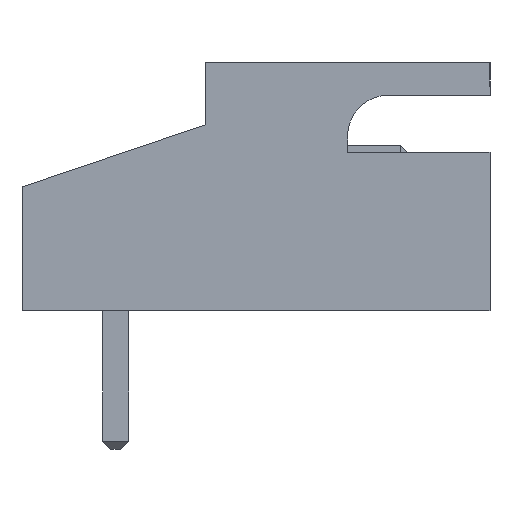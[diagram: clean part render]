
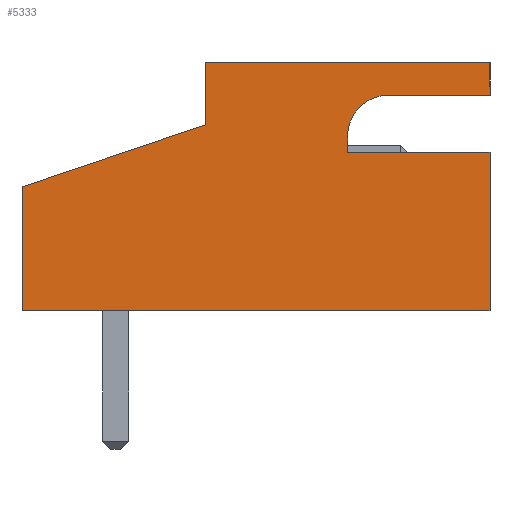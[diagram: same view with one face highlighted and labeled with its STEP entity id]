
A CAD part, left-side view. The second image highlights one B-rep face of the part: STEP entity #5333.
In plain terms, the highlighted face is planar.
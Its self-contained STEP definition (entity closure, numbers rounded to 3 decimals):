
#61 = CIRCLE ( 'NONE', #3161, 1. ) ;
#168 = EDGE_CURVE ( 'NONE', #3202, #5432, #5961, .T. ) ;
#210 = EDGE_CURVE ( 'NONE', #5432, #1112, #1143, .T. ) ;
#286 = CARTESIAN_POINT ( 'NONE',  ( 2.45, -9.2, 0. ) ) ;
#310 = VERTEX_POINT ( 'NONE', #6192 ) ;
#540 = CARTESIAN_POINT ( 'NONE',  ( 2.45, -9.2, -3.9 ) ) ;
#651 = PLANE ( 'NONE',  #2094 ) ;
#770 = DIRECTION ( 'NONE',  ( 0., 0., -1. ) ) ;
#771 = VECTOR ( 'NONE', #5405, 1000. ) ;
#945 = LINE ( 'NONE', #3478, #5142 ) ;
#961 = CARTESIAN_POINT ( 'NONE',  ( 2.45, 2.3, -3.05 ) ) ;
#967 = ORIENTED_EDGE ( 'NONE', *, *, #4607, .T. ) ;
#1078 = VECTOR ( 'NONE', #3276, 1000. ) ;
#1112 = VERTEX_POINT ( 'NONE', #5876 ) ;
#1117 = CARTESIAN_POINT ( 'NONE',  ( 2.45, 2.3, -3.05 ) ) ;
#1143 = LINE ( 'NONE', #4240, #4174 ) ;
#1486 = VERTEX_POINT ( 'NONE', #2561 ) ;
#1580 = CARTESIAN_POINT ( 'NONE',  ( 2.45, -2.2, 0. ) ) ;
#1696 = FACE_OUTER_BOUND ( 'NONE', #2301, .T. ) ;
#1786 = ORIENTED_EDGE ( 'NONE', *, *, #168, .F. ) ;
#1809 = VECTOR ( 'NONE', #4881, 1000. ) ;
#1963 = ORIENTED_EDGE ( 'NONE', *, *, #210, .F. ) ;
#1990 = EDGE_CURVE ( 'NONE', #5264, #4466, #5685, .T. ) ;
#1993 = VECTOR ( 'NONE', #2672, 1000. ) ;
#2052 = VERTEX_POINT ( 'NONE', #6284 ) ;
#2070 = CARTESIAN_POINT ( 'NONE',  ( 2.45, 2.3, 0. ) ) ;
#2085 = ORIENTED_EDGE ( 'NONE', *, *, #1990, .F. ) ;
#2094 = AXIS2_PLACEMENT_3D ( 'NONE', #4724, #3622, #5661 ) ;
#2181 = EDGE_CURVE ( 'NONE', #1486, #6276, #945, .T. ) ;
#2280 = VERTEX_POINT ( 'NONE', #6023 ) ;
#2301 = EDGE_LOOP ( 'NONE', ( #967, #5377, #5327, #2085, #2808, #1963, #1786, #5073, #6177, #5678, #5575 ) ) ;
#2308 = CARTESIAN_POINT ( 'NONE',  ( 2.45, -9.2, -6.1 ) ) ;
#2495 = DIRECTION ( 'NONE',  ( 0., -1., 0. ) ) ;
#2561 = CARTESIAN_POINT ( 'NONE',  ( 2.45, -2.2, -6.1 ) ) ;
#2672 = DIRECTION ( 'NONE',  ( 0., -1., 0. ) ) ;
#2808 = ORIENTED_EDGE ( 'NONE', *, *, #5247, .F. ) ;
#2848 = LINE ( 'NONE', #3388, #1809 ) ;
#3068 = VECTOR ( 'NONE', #6010, 1000. ) ;
#3085 = LINE ( 'NONE', #540, #1993 ) ;
#3161 = AXIS2_PLACEMENT_3D ( 'NONE', #3306, #5986, #770 ) ;
#3202 = VERTEX_POINT ( 'NONE', #4041 ) ;
#3276 = DIRECTION ( 'NONE',  ( 0., 0., 1. ) ) ;
#3306 = CARTESIAN_POINT ( 'NONE',  ( 2.45, -6.7, -4.3 ) ) ;
#3325 = CARTESIAN_POINT ( 'NONE',  ( 2.45, -9.2, 0. ) ) ;
#3388 = CARTESIAN_POINT ( 'NONE',  ( 2.45, -9.2, 0. ) ) ;
#3478 = CARTESIAN_POINT ( 'NONE',  ( 2.45, -9.2, -6.1 ) ) ;
#3510 = VERTEX_POINT ( 'NONE', #4335 ) ;
#3622 = DIRECTION ( 'NONE',  ( -1., 0., 0. ) ) ;
#3648 = DIRECTION ( 'NONE',  ( 0., 0., -1. ) ) ;
#3948 = LINE ( 'NONE', #4390, #1078 ) ;
#4041 = CARTESIAN_POINT ( 'NONE',  ( 2.45, -9.2, -3.9 ) ) ;
#4174 = VECTOR ( 'NONE', #4206, 1000. ) ;
#4206 = DIRECTION ( 'NONE',  ( 0., 1., 0. ) ) ;
#4225 = EDGE_CURVE ( 'NONE', #2052, #310, #3948, .T. ) ;
#4240 = CARTESIAN_POINT ( 'NONE',  ( 2.45, -9.2, 0. ) ) ;
#4273 = DIRECTION ( 'NONE',  ( 0., 1., 0. ) ) ;
#4335 = CARTESIAN_POINT ( 'NONE',  ( 2.45, -6.7, -5.3 ) ) ;
#4343 = CARTESIAN_POINT ( 'NONE',  ( 2.45, -2.2, -4.575 ) ) ;
#4390 = CARTESIAN_POINT ( 'NONE',  ( 2.45, -5.7, 0. ) ) ;
#4453 = EDGE_CURVE ( 'NONE', #2280, #3510, #5435, .T. ) ;
#4466 = VERTEX_POINT ( 'NONE', #4343 ) ;
#4607 = EDGE_CURVE ( 'NONE', #2280, #6276, #2848, .T. ) ;
#4724 = CARTESIAN_POINT ( 'NONE',  ( 2.45, -9.2, 0. ) ) ;
#4881 = DIRECTION ( 'NONE',  ( 0., 0., -1. ) ) ;
#5073 = ORIENTED_EDGE ( 'NONE', *, *, #5648, .F. ) ;
#5142 = VECTOR ( 'NONE', #2495, 1000. ) ;
#5247 = EDGE_CURVE ( 'NONE', #1112, #5264, #6131, .T. ) ;
#5264 = VERTEX_POINT ( 'NONE', #961 ) ;
#5327 = ORIENTED_EDGE ( 'NONE', *, *, #5696, .F. ) ;
#5333 = ADVANCED_FACE ( 'NONE', ( #1696 ), #651, .F. ) ;
#5377 = ORIENTED_EDGE ( 'NONE', *, *, #2181, .F. ) ;
#5405 = DIRECTION ( 'NONE',  ( 0., 0., 1. ) ) ;
#5432 = VERTEX_POINT ( 'NONE', #3325 ) ;
#5435 = LINE ( 'NONE', #6382, #6176 ) ;
#5493 = VECTOR ( 'NONE', #3648, 1000. ) ;
#5575 = ORIENTED_EDGE ( 'NONE', *, *, #4453, .F. ) ;
#5648 = EDGE_CURVE ( 'NONE', #310, #3202, #3085, .T. ) ;
#5661 = DIRECTION ( 'NONE',  ( 0., -1., 0. ) ) ;
#5678 = ORIENTED_EDGE ( 'NONE', *, *, #6211, .F. ) ;
#5685 = LINE ( 'NONE', #1117, #6241 ) ;
#5696 = EDGE_CURVE ( 'NONE', #4466, #1486, #6162, .T. ) ;
#5876 = CARTESIAN_POINT ( 'NONE',  ( 2.45, 2.3, 0. ) ) ;
#5961 = LINE ( 'NONE', #286, #771 ) ;
#5986 = DIRECTION ( 'NONE',  ( 1., 0., 0. ) ) ;
#6010 = DIRECTION ( 'NONE',  ( 0., 0., -1. ) ) ;
#6023 = CARTESIAN_POINT ( 'NONE',  ( 2.45, -9.2, -5.3 ) ) ;
#6094 = DIRECTION ( 'NONE',  ( 0., -0.947, -0.321 ) ) ;
#6131 = LINE ( 'NONE', #2070, #3068 ) ;
#6162 = LINE ( 'NONE', #1580, #5493 ) ;
#6176 = VECTOR ( 'NONE', #4273, 1000. ) ;
#6177 = ORIENTED_EDGE ( 'NONE', *, *, #4225, .F. ) ;
#6192 = CARTESIAN_POINT ( 'NONE',  ( 2.45, -5.7, -3.9 ) ) ;
#6211 = EDGE_CURVE ( 'NONE', #3510, #2052, #61, .T. ) ;
#6241 = VECTOR ( 'NONE', #6094, 1000. ) ;
#6276 = VERTEX_POINT ( 'NONE', #2308 ) ;
#6284 = CARTESIAN_POINT ( 'NONE',  ( 2.45, -5.7, -4.3 ) ) ;
#6382 = CARTESIAN_POINT ( 'NONE',  ( 2.45, -9.2, -5.3 ) ) ;
